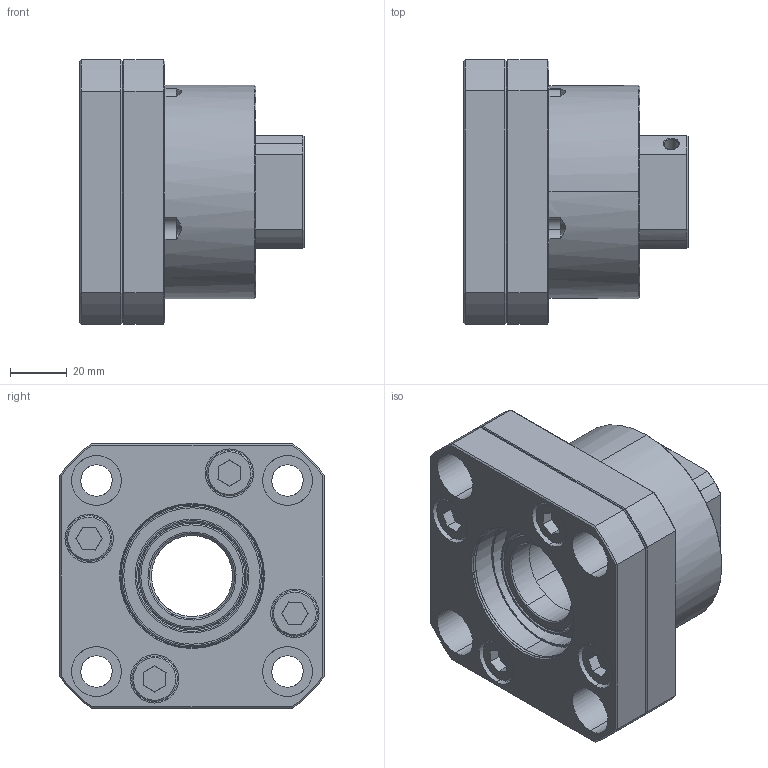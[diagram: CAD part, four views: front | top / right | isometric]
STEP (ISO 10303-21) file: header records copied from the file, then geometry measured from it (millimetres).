
FILE_DESCRIPTION(/* description */ ('Alibre Inc.'),/* implementation_level */ '2;1');
FILE_NAME(/* name */ 'export-12362A4A-E5FA-416C-9D90-704E6CDFE89C',/* time_stamp */ '2025-01-13T08:16:46+01:00',/* author */ (''),/* organization */ (''),/* preprocessor_version */ 'ST-DEVELOPER v17',/* originating_system */ 'Alibre',/* authorisation */ '');
FILE_SCHEMA (('AUTOMOTIVE_DESIGN'));
Length unit declared in the file: millimetre
Products named in the file (1): 5010 FK30 Fixed Ballscrew Support Units (C3 quality)
Bounding box: 79 x 93 x 93 mm (x, y, z)
Volume: 47954.2 mm3; surface area: 79325.8 mm2
Topology: 1 solids, 14 shells, 275 faces, 675 edges, 372 vertices
Faces by surface type: cylinder 100, plane 86, cone 67, torus 18, bspline 4
Entity records: 11277 total; most frequent: CARTESIAN_POINT 5338, ORIENTED_EDGE 1263, DIRECTION 924, EDGE_CURVE 675, AXIS2_PLACEMENT_3D 418, VERTEX_POINT 372, EDGE_LOOP 316, FACE_BOUND 316
